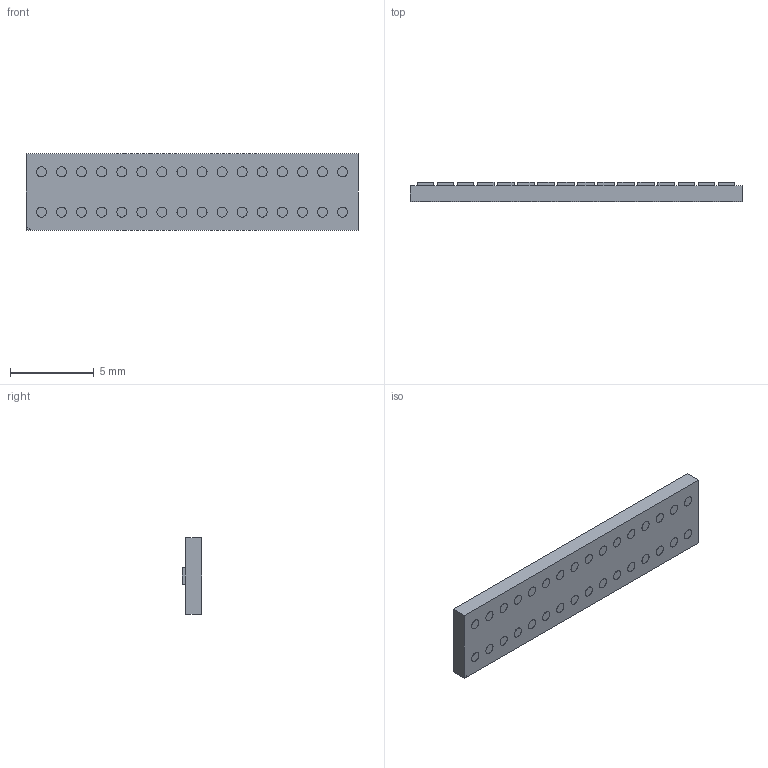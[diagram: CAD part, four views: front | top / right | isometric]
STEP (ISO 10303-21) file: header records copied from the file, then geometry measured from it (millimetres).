
FILE_DESCRIPTION(/* description */ (''),/* implementation_level */ '2;1');
FILE_NAME(/* name */ 'AF210729 v2.step',/* time_stamp */ '2021-10-06T22:52:15-04:00',/* author */ (''),/* organization */ (''),/* preprocessor_version */ 'ST-DEVELOPER v18.1',/* originating_system */ 'Autodesk Translation Framework v10.10.0.1391',/* authorisation */ '');
FILE_SCHEMA (('AUTOMOTIVE_DESIGN { 1 0 10303 214 3 1 1 }'));
Length unit declared in the file: millimetre
Products named in the file (1): AF210729
Bounding box: 19.85 x 1.16 x 4.6 mm (x, y, z)
Volume: 90 mm3; surface area: 274.5 mm2
Topology: 17 solids, 17 shells, 172 faces, 312 edges, 208 vertices
Faces by surface type: plane 139, cylinder 33
Full cylindrical faces by diameter (mm): 0.2 x1, 0.6 x32
Entity records: 4268 total; most frequent: DIRECTION 724, CARTESIAN_POINT 693, ORIENTED_EDGE 624, EDGE_CURVE 312, LINE 246, VECTOR 246, AXIS2_PLACEMENT_3D 239, VERTEX_POINT 208
